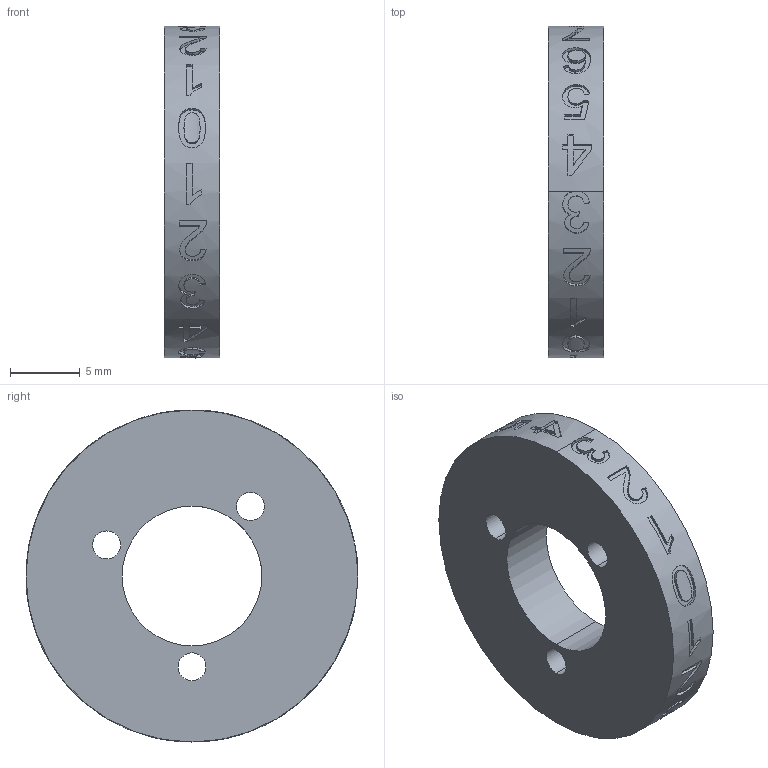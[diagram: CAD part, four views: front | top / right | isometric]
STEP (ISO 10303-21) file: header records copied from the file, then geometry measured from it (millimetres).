
FILE_DESCRIPTION (( 'STEP AP214' ), '1' );
FILE_NAME ('Counter - Digit Disc.STEP', '2025-07-06T08:34:32', ( '' ), ( '' ), 'SwSTEP 2.0', 'SolidWorks 2025', '' );
FILE_SCHEMA (( 'AUTOMOTIVE_DESIGN' ));
Length unit declared in the file: millimetre
Products named in the file (1): Counter - Digit Disc
Bounding box: 4 x 23.75 x 23.75 mm (x, y, z)
Volume: 1320.5 mm3; surface area: 1366.5 mm2
Topology: 1 solids, 1 shells, 302 faces, 813 edges, 542 vertices
Faces by surface type: bspline 182, plane 65, cylinder 55
Entity records: 32414 total; most frequent: CARTESIAN_POINT 26132, ORIENTED_EDGE 1626, EDGE_CURVE 813, DIRECTION 593, B_SPLINE_CURVE_WITH_KNOTS 568, VERTEX_POINT 542, EDGE_LOOP 339, FACE_OUTER_BOUND 302
